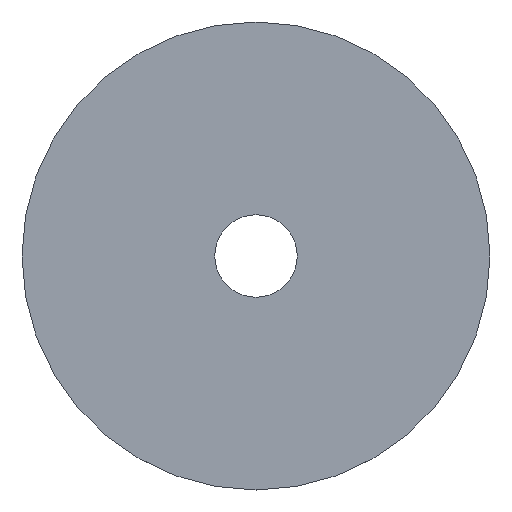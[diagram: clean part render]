
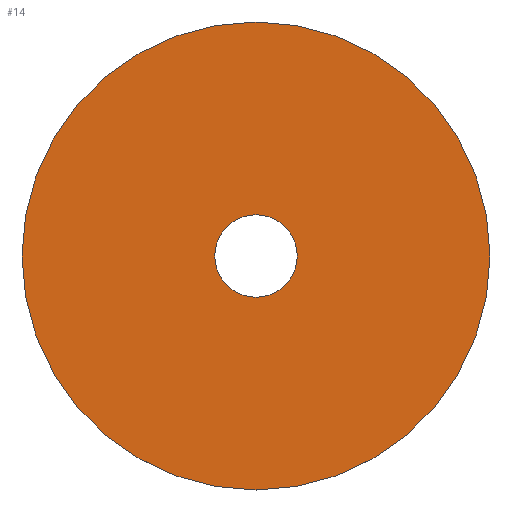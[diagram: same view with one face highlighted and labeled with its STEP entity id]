
A CAD part, top view. The second image highlights one B-rep face of the part: STEP entity #14.
In plain terms, the highlighted planar face has unit normal (0, 0, 1).
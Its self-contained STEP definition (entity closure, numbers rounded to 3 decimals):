
#1 = FACE_OUTER_BOUND ( 'NONE', #112, .T. ) ;
#9 = CARTESIAN_POINT ( 'NONE',  ( 0., 11., 1. ) ) ;
#11 = CARTESIAN_POINT ( 'NONE',  ( 0., 0., 1. ) ) ;
#12 = DIRECTION ( 'NONE',  ( 0., 0., 1. ) ) ;
#13 = VERTEX_POINT ( 'NONE', #137 ) ;
#14 = ADVANCED_FACE ( 'NONE', ( #97, #1 ), #145, .T. ) ;
#19 = AXIS2_PLACEMENT_3D ( 'NONE', #9, #12, #81 ) ;
#29 = CARTESIAN_POINT ( 'NONE',  ( 0., 0., 1. ) ) ;
#35 = AXIS2_PLACEMENT_3D ( 'NONE', #11, #82, #83 ) ;
#41 = EDGE_LOOP ( 'NONE', ( #121 ) ) ;
#57 = EDGE_CURVE ( 'NONE', #115, #115, #114, .T. ) ;
#81 = DIRECTION ( 'NONE',  ( 0., -1., 0. ) ) ;
#82 = DIRECTION ( 'NONE',  ( 0., 0., -1. ) ) ;
#83 = DIRECTION ( 'NONE',  ( 0., 1., 0. ) ) ;
#92 = CARTESIAN_POINT ( 'NONE',  ( 0., 11., 1. ) ) ;
#97 = FACE_BOUND ( 'NONE', #41, .T. ) ;
#107 = ORIENTED_EDGE ( 'NONE', *, *, #111, .F. ) ;
#111 = EDGE_CURVE ( 'NONE', #13, #13, #126, .T. ) ;
#112 = EDGE_LOOP ( 'NONE', ( #107 ) ) ;
#113 = DIRECTION ( 'NONE',  ( 0., 1., 0. ) ) ;
#114 = CIRCLE ( 'NONE', #35, 11. ) ;
#115 = VERTEX_POINT ( 'NONE', #92 ) ;
#121 = ORIENTED_EDGE ( 'NONE', *, *, #57, .T. ) ;
#126 = CIRCLE ( 'NONE', #156, 62.5 ) ;
#137 = CARTESIAN_POINT ( 'NONE',  ( 0., 62.5, 1. ) ) ;
#138 = DIRECTION ( 'NONE',  ( 0., 0., -1. ) ) ;
#145 = PLANE ( 'NONE',  #19 ) ;
#156 = AXIS2_PLACEMENT_3D ( 'NONE', #29, #138, #113 ) ;
